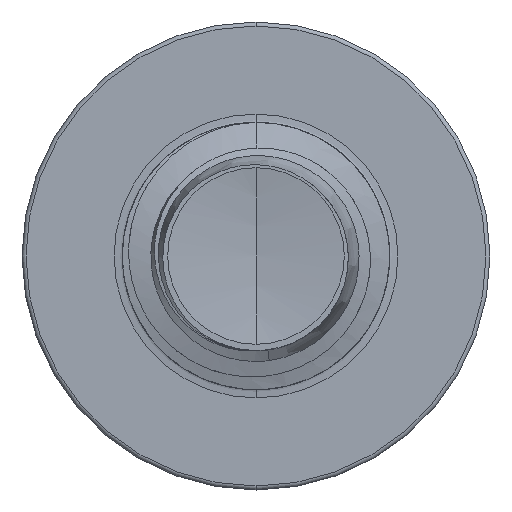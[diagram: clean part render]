
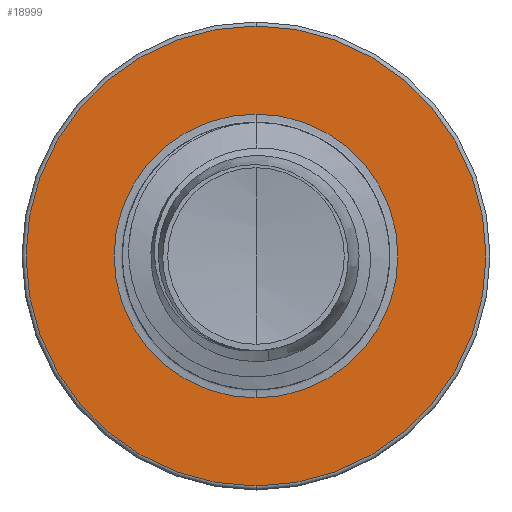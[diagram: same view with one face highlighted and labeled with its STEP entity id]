
A CAD part, front view. The second image highlights one B-rep face of the part: STEP entity #18999.
In plain terms, the highlighted planar face has unit normal (0, -1, 0).
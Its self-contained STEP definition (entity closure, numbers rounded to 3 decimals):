
#21 = ORIENTED_EDGE ( 'NONE', *, *, #10856, .T. ) ;
#1277 = CARTESIAN_POINT ( 'NONE',  ( 0., 14., 0. ) ) ;
#1799 = VERTEX_POINT ( 'NONE', #12034 ) ;
#2064 = CARTESIAN_POINT ( 'NONE',  ( 0., 14., 0. ) ) ;
#2492 = EDGE_LOOP ( 'NONE', ( #21942, #14316 ) ) ;
#3396 = DIRECTION ( 'NONE',  ( 0., 0., 1. ) ) ;
#3471 = CARTESIAN_POINT ( 'NONE',  ( 0., 14., 0. ) ) ;
#4201 = DIRECTION ( 'NONE',  ( 0., 0., 1. ) ) ;
#5614 = DIRECTION ( 'NONE',  ( 0., 0., 1. ) ) ;
#6372 = CARTESIAN_POINT ( 'NONE',  ( 0., 14., -3.186 ) ) ;
#6463 = AXIS2_PLACEMENT_3D ( 'NONE', #9834, #23892, #11909 ) ;
#6943 = AXIS2_PLACEMENT_3D ( 'NONE', #2064, #16471, #4201 ) ;
#7627 = CIRCLE ( 'NONE', #15016, 3.186 ) ;
#7899 = VERTEX_POINT ( 'NONE', #8394 ) ;
#8394 = CARTESIAN_POINT ( 'NONE',  ( 0., 14., -5.16 ) ) ;
#8445 = DIRECTION ( 'NONE',  ( 0., 0., 1. ) ) ;
#8596 = FACE_OUTER_BOUND ( 'NONE', #2492, .T. ) ;
#9834 = CARTESIAN_POINT ( 'NONE',  ( 0., 14., 0. ) ) ;
#10250 = VERTEX_POINT ( 'NONE', #22930 ) ;
#10856 = EDGE_CURVE ( 'NONE', #10250, #23283, #20644, .T. ) ;
#11909 = DIRECTION ( 'NONE',  ( 0., 0., 1. ) ) ;
#12034 = CARTESIAN_POINT ( 'NONE',  ( 0., 14., 5.16 ) ) ;
#12506 = PLANE ( 'NONE',  #19354 ) ;
#12923 = ORIENTED_EDGE ( 'NONE', *, *, #17505, .T. ) ;
#13246 = EDGE_LOOP ( 'NONE', ( #21, #12923 ) ) ;
#13385 = FACE_BOUND ( 'NONE', #13246, .T. ) ;
#13749 = CIRCLE ( 'NONE', #6943, 5.16 ) ;
#14316 = ORIENTED_EDGE ( 'NONE', *, *, #15762, .F. ) ;
#14834 = EDGE_CURVE ( 'NONE', #1799, #7899, #13749, .T. ) ;
#14982 = AXIS2_PLACEMENT_3D ( 'NONE', #1277, #15739, #3396 ) ;
#15016 = AXIS2_PLACEMENT_3D ( 'NONE', #3471, #17813, #5614 ) ;
#15739 = DIRECTION ( 'NONE',  ( 0., 1., 0. ) ) ;
#15762 = EDGE_CURVE ( 'NONE', #7899, #1799, #25308, .T. ) ;
#16471 = DIRECTION ( 'NONE',  ( 0., 1., 0. ) ) ;
#17505 = EDGE_CURVE ( 'NONE', #23283, #10250, #7627, .T. ) ;
#17813 = DIRECTION ( 'NONE',  ( 0., 1., 0. ) ) ;
#18999 = ADVANCED_FACE ( 'NONE', ( #8596, #13385 ), #12506, .F. ) ;
#19354 = AXIS2_PLACEMENT_3D ( 'NONE', #6372, #20519, #8445 ) ;
#20519 = DIRECTION ( 'NONE',  ( 0., 1., 0. ) ) ;
#20592 = CARTESIAN_POINT ( 'NONE',  ( 0., 14., -3.186 ) ) ;
#20644 = CIRCLE ( 'NONE', #14982, 3.186 ) ;
#21942 = ORIENTED_EDGE ( 'NONE', *, *, #14834, .F. ) ;
#22930 = CARTESIAN_POINT ( 'NONE',  ( 0., 14., 3.186 ) ) ;
#23283 = VERTEX_POINT ( 'NONE', #20592 ) ;
#23892 = DIRECTION ( 'NONE',  ( 0., 1., 0. ) ) ;
#25308 = CIRCLE ( 'NONE', #6463, 5.16 ) ;
